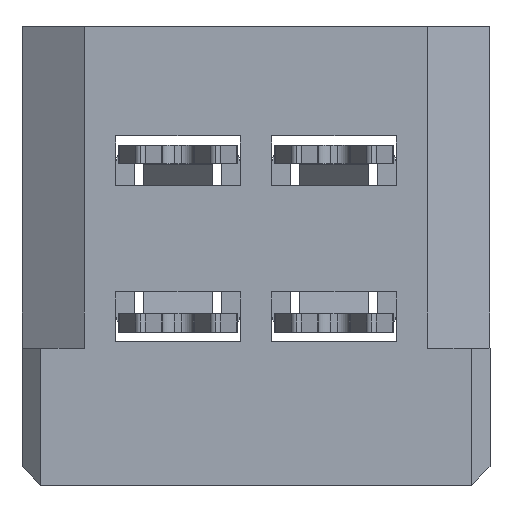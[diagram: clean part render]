
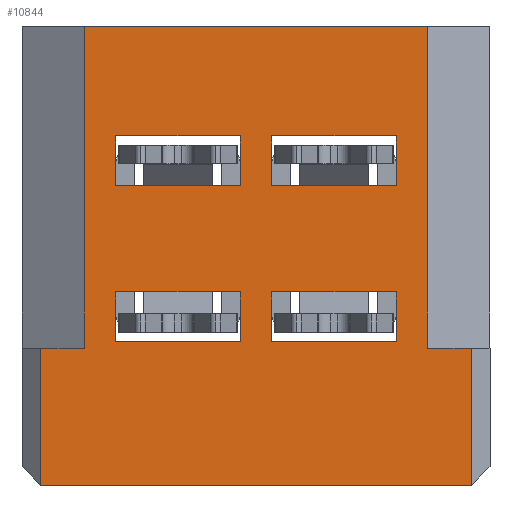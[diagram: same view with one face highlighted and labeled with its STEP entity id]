
A CAD part, front view. The second image highlights one B-rep face of the part: STEP entity #10844.
In plain terms, the highlighted face is planar.
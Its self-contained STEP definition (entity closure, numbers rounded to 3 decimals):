
#818=ORIENTED_EDGE('',*,*,#3138,.T.);
#819=ORIENTED_EDGE('',*,*,#3083,.T.);
#820=ORIENTED_EDGE('',*,*,#3139,.F.);
#821=ORIENTED_EDGE('',*,*,#3140,.T.);
#822=ORIENTED_EDGE('',*,*,#3141,.T.);
#823=ORIENTED_EDGE('',*,*,#3142,.F.);
#824=ORIENTED_EDGE('',*,*,#3143,.T.);
#825=ORIENTED_EDGE('',*,*,#3076,.T.);
#826=ORIENTED_EDGE('',*,*,#3144,.F.);
#827=ORIENTED_EDGE('',*,*,#3145,.F.);
#828=ORIENTED_EDGE('',*,*,#3146,.F.);
#829=ORIENTED_EDGE('',*,*,#3147,.F.);
#830=ORIENTED_EDGE('',*,*,#3148,.F.);
#831=ORIENTED_EDGE('',*,*,#3149,.F.);
#832=ORIENTED_EDGE('',*,*,#3150,.F.);
#833=ORIENTED_EDGE('',*,*,#3151,.F.);
#834=ORIENTED_EDGE('',*,*,#3152,.F.);
#835=ORIENTED_EDGE('',*,*,#3153,.T.);
#836=ORIENTED_EDGE('',*,*,#3154,.F.);
#837=ORIENTED_EDGE('',*,*,#3155,.F.);
#838=ORIENTED_EDGE('',*,*,#3156,.F.);
#839=ORIENTED_EDGE('',*,*,#3157,.F.);
#840=ORIENTED_EDGE('',*,*,#3158,.F.);
#841=ORIENTED_EDGE('',*,*,#3159,.T.);
#3076=EDGE_CURVE('',#4237,#4239,#5054,.T.);
#3083=EDGE_CURVE('',#4242,#4245,#5061,.T.);
#3138=EDGE_CURVE('',#4239,#4242,#5116,.T.);
#3139=EDGE_CURVE('',#4285,#4245,#5117,.T.);
#3140=EDGE_CURVE('',#4285,#4286,#5118,.T.);
#3141=EDGE_CURVE('',#4286,#4287,#5119,.T.);
#3142=EDGE_CURVE('',#4288,#4287,#5120,.T.);
#3143=EDGE_CURVE('',#4288,#4237,#5121,.T.);
#3144=EDGE_CURVE('',#4289,#4290,#5122,.T.);
#3145=EDGE_CURVE('',#4291,#4289,#5123,.T.);
#3146=EDGE_CURVE('',#4292,#4291,#5124,.T.);
#3147=EDGE_CURVE('',#4290,#4292,#5125,.T.);
#3148=EDGE_CURVE('',#4293,#4294,#5126,.T.);
#3149=EDGE_CURVE('',#4295,#4293,#5127,.T.);
#3150=EDGE_CURVE('',#4296,#4295,#5128,.T.);
#3151=EDGE_CURVE('',#4294,#4296,#5129,.T.);
#3152=EDGE_CURVE('',#4297,#4298,#5130,.T.);
#3153=EDGE_CURVE('',#4297,#4299,#5131,.T.);
#3154=EDGE_CURVE('',#4300,#4299,#5132,.T.);
#3155=EDGE_CURVE('',#4298,#4300,#5133,.T.);
#3156=EDGE_CURVE('',#4301,#4302,#5134,.T.);
#3157=EDGE_CURVE('',#4303,#4301,#5135,.T.);
#3158=EDGE_CURVE('',#4304,#4303,#5136,.T.);
#3159=EDGE_CURVE('',#4304,#4302,#5137,.T.);
#4237=VERTEX_POINT('',#14677);
#4239=VERTEX_POINT('',#14681);
#4242=VERTEX_POINT('',#14691);
#4245=VERTEX_POINT('',#14696);
#4285=VERTEX_POINT('',#14803);
#4286=VERTEX_POINT('',#14805);
#4287=VERTEX_POINT('',#14807);
#4288=VERTEX_POINT('',#14809);
#4289=VERTEX_POINT('',#14812);
#4290=VERTEX_POINT('',#14813);
#4291=VERTEX_POINT('',#14815);
#4292=VERTEX_POINT('',#14817);
#4293=VERTEX_POINT('',#14820);
#4294=VERTEX_POINT('',#14821);
#4295=VERTEX_POINT('',#14823);
#4296=VERTEX_POINT('',#14825);
#4297=VERTEX_POINT('',#14828);
#4298=VERTEX_POINT('',#14829);
#4299=VERTEX_POINT('',#14831);
#4300=VERTEX_POINT('',#14833);
#4301=VERTEX_POINT('',#14836);
#4302=VERTEX_POINT('',#14837);
#4303=VERTEX_POINT('',#14839);
#4304=VERTEX_POINT('',#14841);
#5054=LINE('',#14682,#5992);
#5061=LINE('',#14697,#5999);
#5116=LINE('',#14801,#6054);
#5117=LINE('',#14802,#6055);
#5118=LINE('',#14804,#6056);
#5119=LINE('',#14806,#6057);
#5120=LINE('',#14808,#6058);
#5121=LINE('',#14810,#6059);
#5122=LINE('',#14811,#6060);
#5123=LINE('',#14814,#6061);
#5124=LINE('',#14816,#6062);
#5125=LINE('',#14818,#6063);
#5126=LINE('',#14819,#6064);
#5127=LINE('',#14822,#6065);
#5128=LINE('',#14824,#6066);
#5129=LINE('',#14826,#6067);
#5130=LINE('',#14827,#6068);
#5131=LINE('',#14830,#6069);
#5132=LINE('',#14832,#6070);
#5133=LINE('',#14834,#6071);
#5134=LINE('',#14835,#6072);
#5135=LINE('',#14838,#6073);
#5136=LINE('',#14840,#6074);
#5137=LINE('',#14842,#6075);
#5992=VECTOR('',#12264,1000.);
#5999=VECTOR('',#12275,1000.);
#6054=VECTOR('',#12350,1000.);
#6055=VECTOR('',#12351,1000.);
#6056=VECTOR('',#12352,1000.);
#6057=VECTOR('',#12353,1000.);
#6058=VECTOR('',#12354,1000.);
#6059=VECTOR('',#12355,1000.);
#6060=VECTOR('',#12356,1000.);
#6061=VECTOR('',#12357,1000.);
#6062=VECTOR('',#12358,1000.);
#6063=VECTOR('',#12359,1000.);
#6064=VECTOR('',#12360,1000.);
#6065=VECTOR('',#12361,1000.);
#6066=VECTOR('',#12362,1000.);
#6067=VECTOR('',#12363,1000.);
#6068=VECTOR('',#12364,1000.);
#6069=VECTOR('',#12365,1000.);
#6070=VECTOR('',#12366,1000.);
#6071=VECTOR('',#12367,1000.);
#6072=VECTOR('',#12368,1000.);
#6073=VECTOR('',#12369,1000.);
#6074=VECTOR('',#12370,1000.);
#6075=VECTOR('',#12371,1000.);
#6792=EDGE_LOOP('',(#818,#819,#820,#821,#822,#823,#824,#825));
#6793=EDGE_LOOP('',(#826,#827,#828,#829));
#6794=EDGE_LOOP('',(#830,#831,#832,#833));
#6795=EDGE_LOOP('',(#834,#835,#836,#837));
#6796=EDGE_LOOP('',(#838,#839,#840,#841));
#7236=FACE_BOUND('',#6792,.T.);
#7237=FACE_BOUND('',#6793,.T.);
#7238=FACE_BOUND('',#6794,.T.);
#7239=FACE_BOUND('',#6795,.T.);
#7240=FACE_BOUND('',#6796,.T.);
#7668=PLANE('',#11288);
#10844=ADVANCED_FACE('',(#7236,#7237,#7238,#7239,#7240),#7668,.T.);
#11288=AXIS2_PLACEMENT_3D('',#14800,#12348,#12349);
#12264=DIRECTION('',(0.,0.,-1.));
#12275=DIRECTION('',(0.,0.,1.));
#12348=DIRECTION('',(0.,1.,0.));
#12349=DIRECTION('',(0.,0.,1.));
#12350=DIRECTION('',(-1.,0.,0.));
#12351=DIRECTION('',(-1.,0.,0.));
#12352=DIRECTION('',(0.,0.,1.));
#12353=DIRECTION('',(1.,0.,0.));
#12354=DIRECTION('',(0.,0.,1.));
#12355=DIRECTION('',(1.,0.,0.));
#12356=DIRECTION('',(1.,0.,0.));
#12357=DIRECTION('',(0.,0.,1.));
#12358=DIRECTION('',(-1.,0.,0.));
#12359=DIRECTION('',(0.,0.,-1.));
#12360=DIRECTION('',(0.,0.,1.));
#12361=DIRECTION('',(-1.,0.,0.));
#12362=DIRECTION('',(0.,0.,-1.));
#12363=DIRECTION('',(1.,0.,0.));
#12364=DIRECTION('',(1.,0.,0.));
#12365=DIRECTION('',(0.,0.,-1.));
#12366=DIRECTION('',(-1.,0.,0.));
#12367=DIRECTION('',(0.,0.,-1.));
#12368=DIRECTION('',(-1.,0.,0.));
#12369=DIRECTION('',(0.,0.,-1.));
#12370=DIRECTION('',(1.,0.,0.));
#12371=DIRECTION('',(0.,0.,-1.));
#14677=CARTESIAN_POINT('',(3.45,11.,-1.475));
#14681=CARTESIAN_POINT('',(3.45,11.,-3.675));
#14682=CARTESIAN_POINT('',(3.45,11.,-3.675));
#14691=CARTESIAN_POINT('',(-3.45,11.,-3.675));
#14696=CARTESIAN_POINT('',(-3.45,11.,-1.475));
#14697=CARTESIAN_POINT('',(-3.45,11.,-1.475));
#14800=CARTESIAN_POINT('',(0.,11.,0.));
#14801=CARTESIAN_POINT('',(3.75,11.,-3.675));
#14802=CARTESIAN_POINT('',(-2.75,11.,-1.475));
#14803=CARTESIAN_POINT('',(-2.75,11.,-1.475));
#14804=CARTESIAN_POINT('',(-2.75,11.,-1.475));
#14805=CARTESIAN_POINT('',(-2.75,11.,3.675));
#14806=CARTESIAN_POINT('',(-3.75,11.,3.675));
#14807=CARTESIAN_POINT('',(2.75,11.,3.675));
#14808=CARTESIAN_POINT('',(2.75,11.,-1.475));
#14809=CARTESIAN_POINT('',(2.75,11.,-1.475));
#14810=CARTESIAN_POINT('',(2.75,11.,-1.475));
#14811=CARTESIAN_POINT('',(-2.25,11.,-0.575));
#14812=CARTESIAN_POINT('',(-2.25,11.,-0.575));
#14813=CARTESIAN_POINT('',(-0.25,11.,-0.575));
#14814=CARTESIAN_POINT('',(-2.25,11.,-1.375));
#14815=CARTESIAN_POINT('',(-2.25,11.,-1.375));
#14816=CARTESIAN_POINT('',(-0.25,11.,-1.375));
#14817=CARTESIAN_POINT('',(-0.25,11.,-1.375));
#14818=CARTESIAN_POINT('',(-0.25,11.,-0.575));
#14819=CARTESIAN_POINT('',(-2.25,11.,1.125));
#14820=CARTESIAN_POINT('',(-2.25,11.,1.125));
#14821=CARTESIAN_POINT('',(-2.25,11.,1.925));
#14822=CARTESIAN_POINT('',(-0.25,11.,1.125));
#14823=CARTESIAN_POINT('',(-0.25,11.,1.125));
#14824=CARTESIAN_POINT('',(-0.25,11.,1.925));
#14825=CARTESIAN_POINT('',(-0.25,11.,1.925));
#14826=CARTESIAN_POINT('',(-2.25,11.,1.925));
#14827=CARTESIAN_POINT('',(0.,11.,-0.575));
#14828=CARTESIAN_POINT('',(0.25,11.,-0.575));
#14829=CARTESIAN_POINT('',(2.25,11.,-0.575));
#14830=CARTESIAN_POINT('',(0.25,11.,0.));
#14831=CARTESIAN_POINT('',(0.25,11.,-1.375));
#14832=CARTESIAN_POINT('',(0.,11.,-1.375));
#14833=CARTESIAN_POINT('',(2.25,11.,-1.375));
#14834=CARTESIAN_POINT('',(2.25,11.,0.));
#14835=CARTESIAN_POINT('',(0.,11.,1.125));
#14836=CARTESIAN_POINT('',(2.25,11.,1.125));
#14837=CARTESIAN_POINT('',(0.25,11.,1.125));
#14838=CARTESIAN_POINT('',(2.25,11.,0.));
#14839=CARTESIAN_POINT('',(2.25,11.,1.925));
#14840=CARTESIAN_POINT('',(0.,11.,1.925));
#14841=CARTESIAN_POINT('',(0.25,11.,1.925));
#14842=CARTESIAN_POINT('',(0.25,11.,0.));
